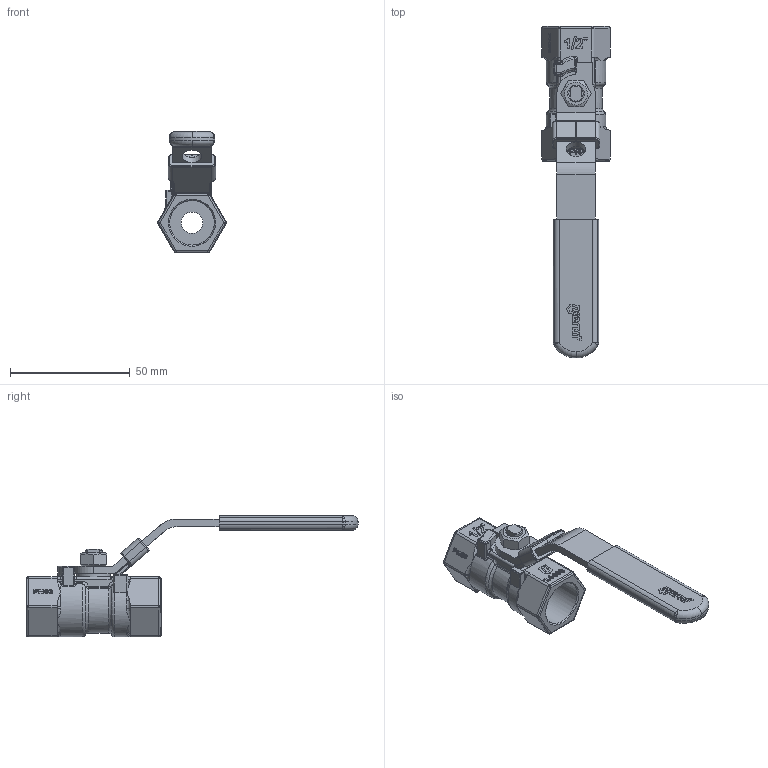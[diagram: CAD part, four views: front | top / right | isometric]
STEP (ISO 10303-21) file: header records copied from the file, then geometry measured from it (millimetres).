
FILE_DESCRIPTION(('HOOPS Exchange Step'),'2;1');
FILE_NAME('GK03_DN15.stp','2025-09-30T09:15:31+02:00',('nieru'),('Unknown organisation'),'HOOPS Exchange 2024.2','HOOPS Exchange','Unknown authorisation');
FILE_SCHEMA( ('AP203_CONFIGURATION_CONTROLLED_3D_DESIGN_OF_MECHANICAL_PARTS_AND_ASSEMBLIES_MIM_LF') );
Length unit declared in the file: millimetre
Products named in the file (2): 0; root
Assembly tree (1 placements, depth 2):
  root
    0
Bounding box: 28.56 x 138.6 x 50.7 mm (x, y, z)
Volume: 28912.9 mm3; surface area: 14707.6 mm2
Topology: 1 solids, 1 shells, 957 faces, 2567 edges, 1630 vertices
Faces by surface type: plane 296, bspline 237, cylinder 197, extrusion 104, torus 59, sphere 52, cone 12
Full cylindrical faces by diameter (mm): 8 x1, 9 x1, 14 x1, 18.6 x1, 18.631 x2
Entity records: 50459 total; most frequent: CARTESIAN_POINT 29592, ORIENTED_EDGE 5098, DIRECTION 2914, EDGE_CURVE 2549, VERTEX_POINT 1630, VECTOR 1296, B_SPLINE_CURVE_WITH_KNOTS 1228, LINE 1192
